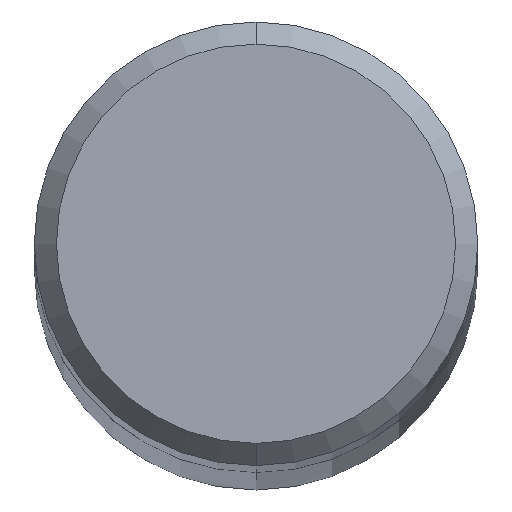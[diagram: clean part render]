
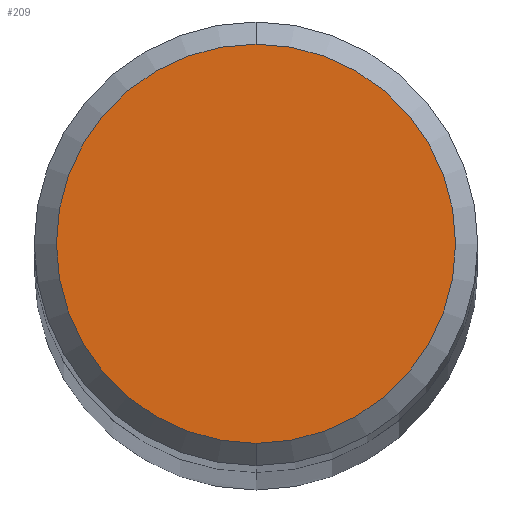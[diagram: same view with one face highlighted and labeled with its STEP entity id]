
A CAD part, top view. The second image highlights one B-rep face of the part: STEP entity #209.
In plain terms, the highlighted planar face has unit normal (0, 0, 1).
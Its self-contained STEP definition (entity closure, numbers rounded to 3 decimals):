
#193=VERTEX_POINT('',#453);
#209=ADVANCED_FACE('',(#470),#471,.T.);
#241=EDGE_CURVE('',#193,#281,#506,.T.);
#281=VERTEX_POINT('',#553);
#297=EDGE_CURVE('',#281,#193,#569,.T.);
#453=CARTESIAN_POINT('',(0.,-3.6,69.0));
#470=FACE_OUTER_BOUND('',#835,.T.);
#471=PLANE('',#836);
#506=CIRCLE('',#925,3.6);
#553=CARTESIAN_POINT('',(0.0,3.6,69.0));
#569=CIRCLE('',#1076,3.6);
#835=EDGE_LOOP('',(#1313,#1314));
#836=AXIS2_PLACEMENT_3D('',#1315,#1316,#1317);
#925=AXIS2_PLACEMENT_3D('',#1351,#1352,#1353);
#1076=AXIS2_PLACEMENT_3D('',#1433,#1434,#1435);
#1313=ORIENTED_EDGE('',*,*,#297,.F.);
#1314=ORIENTED_EDGE('',*,*,#241,.F.);
#1315=CARTESIAN_POINT('',(0.0,1.8,69.0));
#1316=DIRECTION('',(0.0,0.0,1.0));
#1317=DIRECTION('',(0.0,-1.0,0.0));
#1351=CARTESIAN_POINT('',(0.0,0.0,69.0));
#1352=DIRECTION('',(0.0,0.0,-1.0));
#1353=DIRECTION('',(0.0,1.0,0.0));
#1433=CARTESIAN_POINT('',(0.0,0.0,69.0));
#1434=DIRECTION('',(0.0,0.0,-1.0));
#1435=DIRECTION('',(0.0,1.0,0.0));
